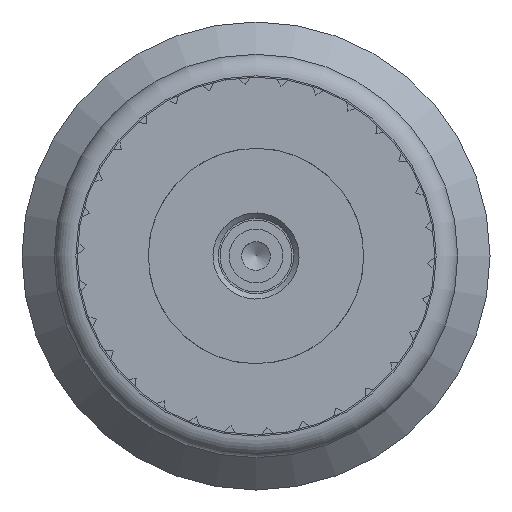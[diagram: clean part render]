
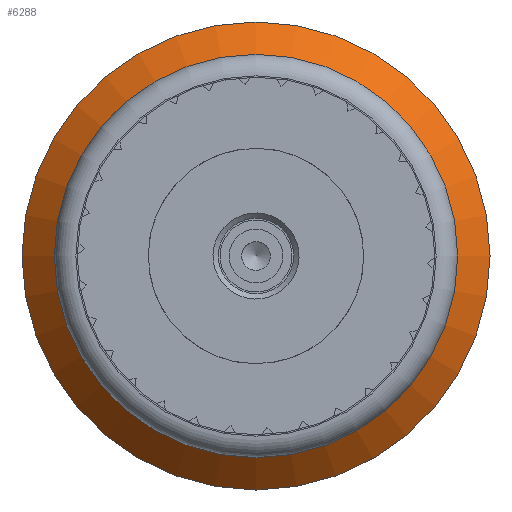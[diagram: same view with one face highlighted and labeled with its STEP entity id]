
A CAD part, left-side view. The second image highlights one B-rep face of the part: STEP entity #6288.
In plain terms, the highlighted conical face has half-angle 45 degrees and reference radius 2.81 mm.
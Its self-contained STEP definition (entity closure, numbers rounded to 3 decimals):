
#269=CONICAL_SURFACE('',#6907,2.81,0.785);
#2267=ORIENTED_EDGE('',*,*,#3634,.F.);
#2268=ORIENTED_EDGE('',*,*,#3633,.F.);
#3633=EDGE_CURVE('',#4393,#4393,#4838,.T.);
#3634=EDGE_CURVE('',#4394,#4394,#4839,.F.);
#4393=VERTEX_POINT('',#10334);
#4394=VERTEX_POINT('',#10337);
#4838=CIRCLE('',#6880,2.81);
#4839=CIRCLE('',#6882,3.26);
#5185=EDGE_LOOP('',(#2267));
#5186=EDGE_LOOP('',(#2268));
#5641=FACE_BOUND('',#5185,.T.);
#5642=FACE_BOUND('',#5186,.T.);
#6288=ADVANCED_FACE('',(#5641,#5642),#269,.T.);
#6880=AXIS2_PLACEMENT_3D('',#10333,#8132,#8133);
#6882=AXIS2_PLACEMENT_3D('',#10336,#8136,#8137);
#6907=AXIS2_PLACEMENT_3D('',#10388,#8191,#8192);
#8132=DIRECTION('',(-1.,0.,0.));
#8133=DIRECTION('',(0.,0.,1.));
#8136=DIRECTION('',(-1.,0.,0.));
#8137=DIRECTION('',(0.,0.,1.));
#8191=DIRECTION('',(1.,0.,0.));
#8192=DIRECTION('',(0.,0.,-1.));
#10333=CARTESIAN_POINT('',(1.,0.,0.));
#10334=CARTESIAN_POINT('',(1.,0.,2.81));
#10336=CARTESIAN_POINT('',(1.45,0.,0.));
#10337=CARTESIAN_POINT('',(1.45,0.,3.26));
#10388=CARTESIAN_POINT('',(1.,0.,0.));
